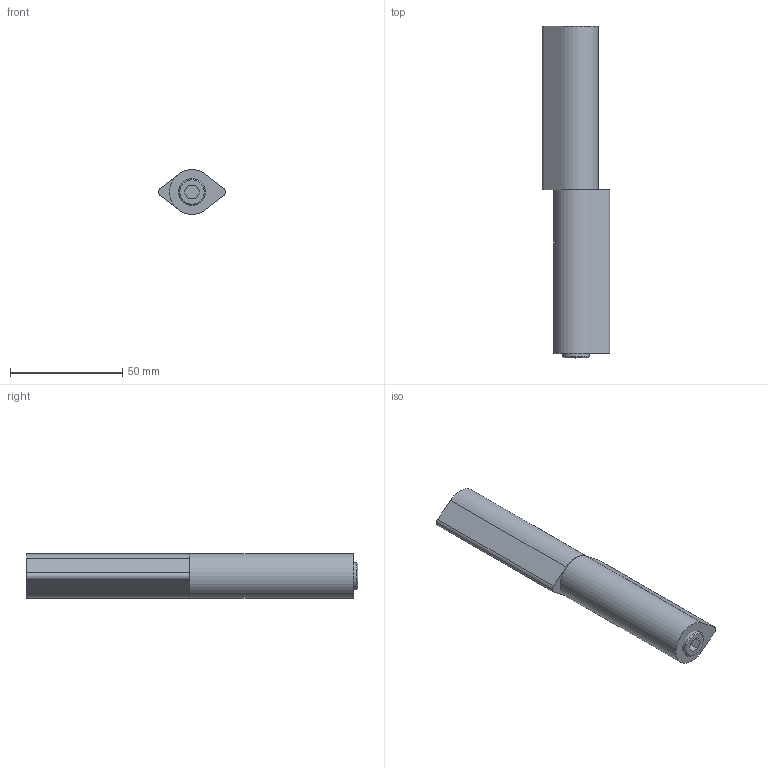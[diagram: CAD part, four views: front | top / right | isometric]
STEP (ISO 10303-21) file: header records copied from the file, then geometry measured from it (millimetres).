
FILE_DESCRIPTION (( 'STEP AP203' ), '1' );
FILE_NAME ('500-150.step', '2021-11-25T13:45:13', ( '' ), ( '' ), 'SwSTEP 2.0', 'SolidWorks 2018', '' );
FILE_SCHEMA (( 'CONFIG_CONTROL_DESIGN' ));
Length unit declared in the file: millimetre
Products named in the file (12): DIN913 M12x10_DIN913 M12x12; 500-150 Teil2; 500-150; 500-150 Teil3; 500-150 Teil1; 500-150 Teil4; DIN913 M12x10
Assembly tree (6 placements, depth 2):
  500-150
    500-150 Teil1
  500-150 Teil3
  500-150 Teil4
  500-150
    500-150 Teil1
    500-150 Teil2
    500-150 Teil3
    500-150 Teil4
    DIN913 M12x10_DIN913 M12x12
  500-150 Teil2
Bounding box: 29.99 x 148 x 19.99 mm (x, y, z)
Volume: 50548.8 mm3; surface area: 22815.6 mm2
Topology: 6 solids, 6 shells, 240 faces, 609 edges, 407 vertices
Faces by surface type: plane 129, bspline 91, cylinder 13, cone 5, sphere 2
Full cylindrical faces by diameter (mm): 10.2 x1, 12 x2, 14 x1, 14.2 x3, 17 x1, 17.25 x1
Entity records: 13961 total; most frequent: CARTESIAN_POINT 7746, ORIENTED_EDGE 1170, DIRECTION 757, EDGE_CURVE 585, VERTEX_POINT 398, VECTOR 371, LINE 371, EDGE_LOOP 285
